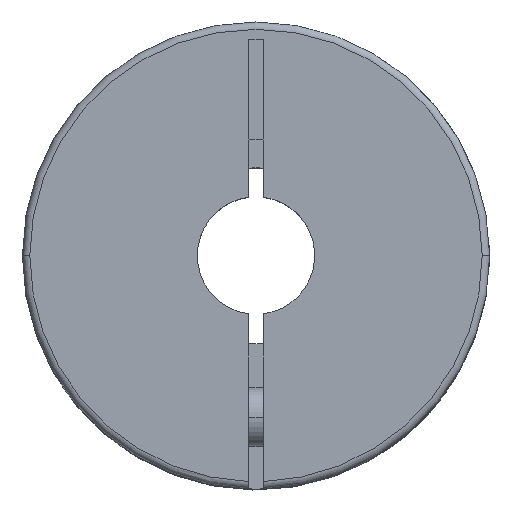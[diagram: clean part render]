
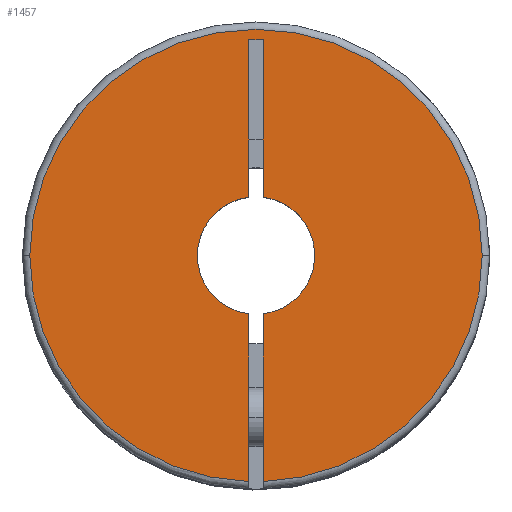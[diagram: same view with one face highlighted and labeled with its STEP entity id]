
A CAD part, top view. The second image highlights one B-rep face of the part: STEP entity #1457.
In plain terms, the highlighted planar face has unit normal (0, 0, 1).
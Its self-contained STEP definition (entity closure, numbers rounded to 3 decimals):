
#9 = PLANE ( 'NONE',  #1212 ) ;
#20 = LINE ( 'NONE', #618, #975 ) ;
#38 = ORIENTED_EDGE ( 'NONE', *, *, #1795, .F. ) ;
#95 = EDGE_CURVE ( 'NONE', #2183, #3765, #3577, .T. ) ;
#162 = ORIENTED_EDGE ( 'NONE', *, *, #449, .F. ) ;
#174 = EDGE_CURVE ( 'NONE', #3740, #1862, #721, .T. ) ;
#220 = EDGE_CURVE ( 'NONE', #1087, #1601, #1610, .T. ) ;
#279 = ORIENTED_EDGE ( 'NONE', *, *, #174, .F. ) ;
#293 = DIRECTION ( 'NONE',  ( -1., 0., 0. ) ) ;
#305 = FACE_OUTER_BOUND ( 'NONE', #925, .T. ) ;
#307 = CARTESIAN_POINT ( 'NONE',  ( -4., 0., 0. ) ) ;
#394 = VERTEX_POINT ( 'NONE', #307 ) ;
#449 = EDGE_CURVE ( 'NONE', #2904, #1601, #1255, .T. ) ;
#529 = CIRCLE ( 'NONE', #2795, 15.4 ) ;
#549 = DIRECTION ( 'NONE',  ( -1., 0., 0. ) ) ;
#618 = CARTESIAN_POINT ( 'NONE',  ( -0.5, 14.7, 0. ) ) ;
#676 = DIRECTION ( 'NONE',  ( -1., 0., 0. ) ) ;
#718 = CIRCLE ( 'NONE', #2922, 15.4 ) ;
#721 = CIRCLE ( 'NONE', #2861, 15.4 ) ;
#722 = DIRECTION ( 'NONE',  ( 0., 0., -1. ) ) ;
#750 = ORIENTED_EDGE ( 'NONE', *, *, #1346, .F. ) ;
#779 = EDGE_CURVE ( 'NONE', #3669, #3740, #20, .T. ) ;
#791 = EDGE_CURVE ( 'NONE', #394, #3765, #2416, .T. ) ;
#805 = EDGE_CURVE ( 'NONE', #2860, #2904, #529, .T. ) ;
#851 = EDGE_CURVE ( 'NONE', #3669, #394, #2103, .T. ) ;
#878 = DIRECTION ( 'NONE',  ( 0., 0., -1. ) ) ;
#925 = EDGE_LOOP ( 'NONE', ( #279, #2391, #1852, #2803, #1256, #750, #38, #2586, #162, #2490, #3349 ) ) ;
#932 = CARTESIAN_POINT ( 'NONE',  ( 0.5, 14.7, 0. ) ) ;
#934 = DIRECTION ( 'NONE',  ( 0., 1., 0. ) ) ;
#975 = VECTOR ( 'NONE', #2728, 1000. ) ;
#1028 = CARTESIAN_POINT ( 'NONE',  ( 0.5, -3.969, 0. ) ) ;
#1087 = VERTEX_POINT ( 'NONE', #3775 ) ;
#1097 = DIRECTION ( 'NONE',  ( 0., 0., -1. ) ) ;
#1101 = EDGE_CURVE ( 'NONE', #1862, #2860, #718, .T. ) ;
#1115 = CARTESIAN_POINT ( 'NONE',  ( -15.4, 0., 0. ) ) ;
#1162 = CARTESIAN_POINT ( 'NONE',  ( 0.5, -15.392, 0. ) ) ;
#1212 = AXIS2_PLACEMENT_3D ( 'NONE', #2676, #3329, #3652 ) ;
#1255 = LINE ( 'NONE', #3378, #1536 ) ;
#1256 = ORIENTED_EDGE ( 'NONE', *, *, #95, .F. ) ;
#1318 = CARTESIAN_POINT ( 'NONE',  ( 0., 0., 0. ) ) ;
#1346 = EDGE_CURVE ( 'NONE', #1454, #2183, #2050, .T. ) ;
#1454 = VERTEX_POINT ( 'NONE', #932 ) ;
#1457 = ADVANCED_FACE ( 'NONE', ( #305 ), #9, .F. ) ;
#1536 = VECTOR ( 'NONE', #934, 1000. ) ;
#1555 = CARTESIAN_POINT ( 'NONE',  ( -0.5, -3.969, 0. ) ) ;
#1601 = VERTEX_POINT ( 'NONE', #1028 ) ;
#1610 = CIRCLE ( 'NONE', #3811, 4. ) ;
#1795 = EDGE_CURVE ( 'NONE', #1087, #1454, #3606, .T. ) ;
#1804 = DIRECTION ( 'NONE',  ( -1., 0., 0. ) ) ;
#1838 = DIRECTION ( 'NONE',  ( 0., 0., -1. ) ) ;
#1846 = CARTESIAN_POINT ( 'NONE',  ( -0.5, 3.969, 0. ) ) ;
#1852 = ORIENTED_EDGE ( 'NONE', *, *, #851, .T. ) ;
#1862 = VERTEX_POINT ( 'NONE', #1115 ) ;
#2050 = LINE ( 'NONE', #3250, #3209 ) ;
#2057 = CARTESIAN_POINT ( 'NONE',  ( 15.4, 0., 0. ) ) ;
#2103 = CIRCLE ( 'NONE', #3230, 4. ) ;
#2113 = DIRECTION ( 'NONE',  ( 0., -1., 0. ) ) ;
#2121 = DIRECTION ( 'NONE',  ( 0., 1., 0. ) ) ;
#2156 = CARTESIAN_POINT ( 'NONE',  ( 0., 0., 0. ) ) ;
#2183 = VERTEX_POINT ( 'NONE', #2773 ) ;
#2370 = DIRECTION ( 'NONE',  ( -1., 0., 0. ) ) ;
#2391 = ORIENTED_EDGE ( 'NONE', *, *, #779, .F. ) ;
#2416 = CIRCLE ( 'NONE', #3685, 4. ) ;
#2435 = CARTESIAN_POINT ( 'NONE',  ( 0.5, -15.9, 0. ) ) ;
#2490 = ORIENTED_EDGE ( 'NONE', *, *, #805, .F. ) ;
#2504 = DIRECTION ( 'NONE',  ( 0., 0., -1. ) ) ;
#2521 = DIRECTION ( 'NONE',  ( -1., 0., 0. ) ) ;
#2586 = ORIENTED_EDGE ( 'NONE', *, *, #220, .T. ) ;
#2660 = CARTESIAN_POINT ( 'NONE',  ( -0.5, 14.7, 0. ) ) ;
#2676 = CARTESIAN_POINT ( 'NONE',  ( 0., 0., 0. ) ) ;
#2728 = DIRECTION ( 'NONE',  ( 0., -1., 0. ) ) ;
#2773 = CARTESIAN_POINT ( 'NONE',  ( -0.5, 14.7, 0. ) ) ;
#2795 = AXIS2_PLACEMENT_3D ( 'NONE', #2966, #878, #1804 ) ;
#2803 = ORIENTED_EDGE ( 'NONE', *, *, #791, .T. ) ;
#2860 = VERTEX_POINT ( 'NONE', #2057 ) ;
#2861 = AXIS2_PLACEMENT_3D ( 'NONE', #3058, #1838, #676 ) ;
#2904 = VERTEX_POINT ( 'NONE', #1162 ) ;
#2922 = AXIS2_PLACEMENT_3D ( 'NONE', #3502, #1097, #293 ) ;
#2966 = CARTESIAN_POINT ( 'NONE',  ( 0., 0., 0. ) ) ;
#3046 = DIRECTION ( 'NONE',  ( 0., 0., -1. ) ) ;
#3058 = CARTESIAN_POINT ( 'NONE',  ( 0., 0., 0. ) ) ;
#3123 = DIRECTION ( 'NONE',  ( -1., 0., 0. ) ) ;
#3125 = CARTESIAN_POINT ( 'NONE',  ( -0.5, -15.392, 0. ) ) ;
#3209 = VECTOR ( 'NONE', #549, 1000. ) ;
#3230 = AXIS2_PLACEMENT_3D ( 'NONE', #1318, #722, #3123 ) ;
#3233 = VECTOR ( 'NONE', #2113, 1000. ) ;
#3250 = CARTESIAN_POINT ( 'NONE',  ( 0.5, 14.7, 0. ) ) ;
#3329 = DIRECTION ( 'NONE',  ( 0., 0., -1. ) ) ;
#3349 = ORIENTED_EDGE ( 'NONE', *, *, #1101, .F. ) ;
#3378 = CARTESIAN_POINT ( 'NONE',  ( 0.5, -15.9, 0. ) ) ;
#3502 = CARTESIAN_POINT ( 'NONE',  ( 0., 0., 0. ) ) ;
#3577 = LINE ( 'NONE', #2660, #3233 ) ;
#3606 = LINE ( 'NONE', #2435, #3850 ) ;
#3652 = DIRECTION ( 'NONE',  ( 0., -1., 0. ) ) ;
#3669 = VERTEX_POINT ( 'NONE', #1555 ) ;
#3685 = AXIS2_PLACEMENT_3D ( 'NONE', #3895, #3046, #2370 ) ;
#3740 = VERTEX_POINT ( 'NONE', #3125 ) ;
#3765 = VERTEX_POINT ( 'NONE', #1846 ) ;
#3775 = CARTESIAN_POINT ( 'NONE',  ( 0.5, 3.969, 0. ) ) ;
#3811 = AXIS2_PLACEMENT_3D ( 'NONE', #2156, #2504, #2521 ) ;
#3850 = VECTOR ( 'NONE', #2121, 1000. ) ;
#3895 = CARTESIAN_POINT ( 'NONE',  ( 0., 0., 0. ) ) ;
